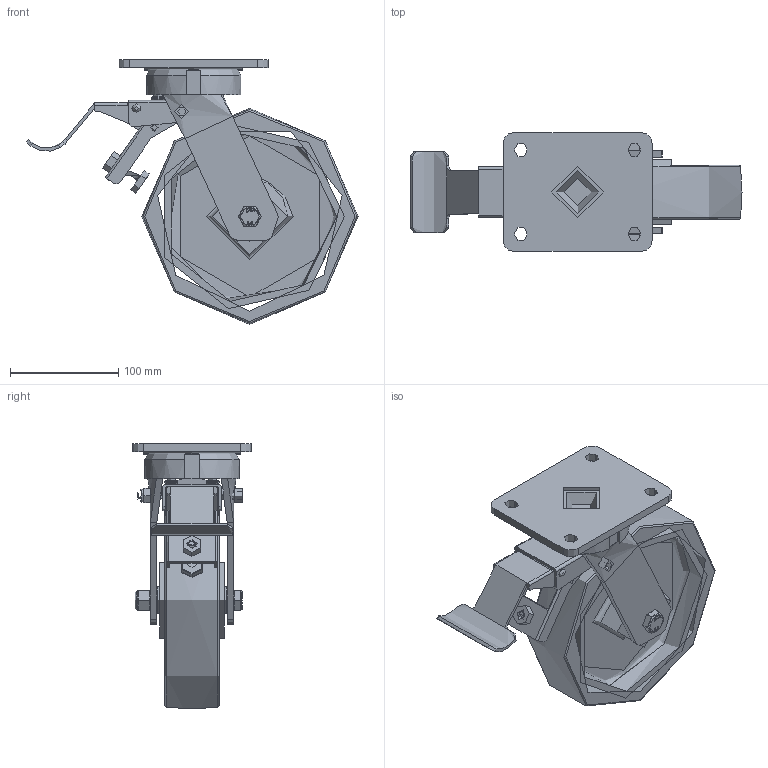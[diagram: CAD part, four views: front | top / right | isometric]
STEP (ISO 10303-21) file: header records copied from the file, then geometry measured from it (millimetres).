
FILE_DESCRIPTION(/* description */ (''),/* implementation_level */ '2;1');
FILE_NAME(/* name */ 'BZKL200NPBJSWB.step',/* time_stamp */ '2024-10-02T16:28:01+01:00',/* author */ (''),/* organization */ (''),/* preprocessor_version */ 'ST-DEVELOPER v20',/* originating_system */ 'Autodesk Translation Framework v13.20.0.188',/* authorisation */ '');
FILE_SCHEMA (('AUTOMOTIVE_DESIGN { 1 0 10303 214 3 1 1 }'));
Products named in the file (41): BZKL200NPBJSWB; BZKL200ASSWB v1; FABRICATED STEEL TOP PLATE; FABRICATED STEEL FORKS; FABRICATED STEEL BRAKE; NUT; BOLT; BRAKE PART 1; BRAKE PEDAL; BRAKE PART 2; BRAKE PART 3; BOLT2; BOLT3; BOLT4; NUT2; BRAKE BOLT; RUBBER; BOLTS; BZH200WNPBJM2060 v1; POLYURETHANE TYRE; NYLON RIM; BEARING6204; BALL BEARINGS; BEARING6204 (1); BALL BEARINGS (1); Component3; INNER; OUTER; MIDDLE; RUBBER (1); BEARING SPACER; TH20X2X12 v1; ZINC PLATED HEADED SPACER; TH20X2X12 v1 (1); ZINC PLATED HEADED SPACER (1); HEXBOLTM12X90Z8.8 v2; GRADE 8.8 ZINC PLATED BOLT; NYLOCM12Z14MM v1; NYLOC NUT; NUT (1) ...
Assembly tree (59 placements, depth 5):
  BZKL200NPBJSWB
    BZKL200ASSWB v1
      FABRICATED STEEL TOP PLATE
      FABRICATED STEEL FORKS
      FABRICATED STEEL BRAKE
        NUT
        BOLT
        BRAKE PART 1
        BRAKE PEDAL
        BRAKE PART 2
        BRAKE PART 3
        BOLT2
        BOLT3
        BOLT4
        NUT2
        BRAKE BOLT
        RUBBER
        BOLTS
    BZH200WNPBJM2060 v1
      POLYURETHANE TYRE
      NYLON RIM
      BEARING6204
        INNER
        OUTER
        BALL BEARINGS
          Component3  x8
        MIDDLE
        RUBBER (1)
      BEARING6204 (1)
        BALL BEARINGS (1)
          Component3  x8
        INNER
        OUTER
        MIDDLE
        RUBBER (1)
      BEARING SPACER
    TH20X2X12 v1
      ZINC PLATED HEADED SPACER
    TH20X2X12 v1 (1)
      ZINC PLATED HEADED SPACER (1)
    HEXBOLTM12X90Z8.8 v2
      GRADE 8.8 ZINC PLATED BOLT
    NYLOCM12Z14MM v1
      NYLOC NUT
        NUT (1)
        RUBBER (2)
Bounding box: 307 x 110 x 244.85 mm (x, y, z)
Volume: 1223445.8 mm3; surface area: 373650.1 mm2
Topology: 50 solids, 50 shells, 1333 faces, 3387 edges, 2241 vertices
Faces by surface type: plane 566, cylinder 335, bspline 335, sphere 66, torus 27, cone 4
Full cylindrical faces by diameter (mm): 6 x34, 7 x2, 8 x33, 9.836 x16, 10 x2, 11.834 x16, 12 x5, 12.2 x2, 12.5 x1, 13 x3, 14 x2, 17.75 x1, 18.5 x1, 19.8 x2, 20 x3, 24 x1, 25 x2, 27 x2, 28.5 x8, 30.8 x4, 31.3 x4, 40 x1, 40.3 x4, 40.5 x4, 40.8 x4, 42 x10, 47 x4, 48 x1, 70 x2, 87 x1
Entity records: 51158 total; most frequent: CARTESIAN_POINT 27612, ORIENTED_EDGE 4836, DIRECTION 4195, EDGE_CURVE 2418, VERTEX_POINT 1603, AXIS2_PLACEMENT_3D 1505, LINE 1185, VECTOR 1185
